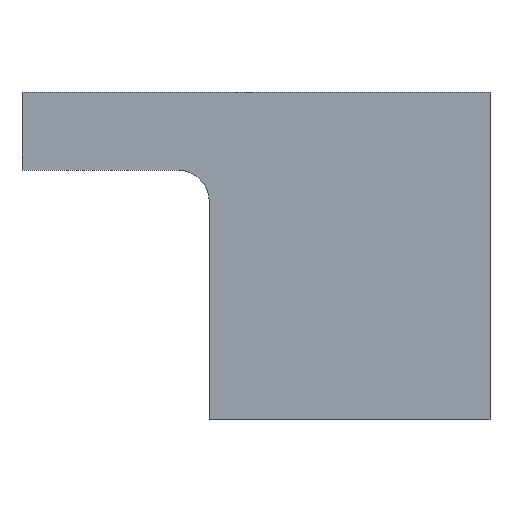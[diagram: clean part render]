
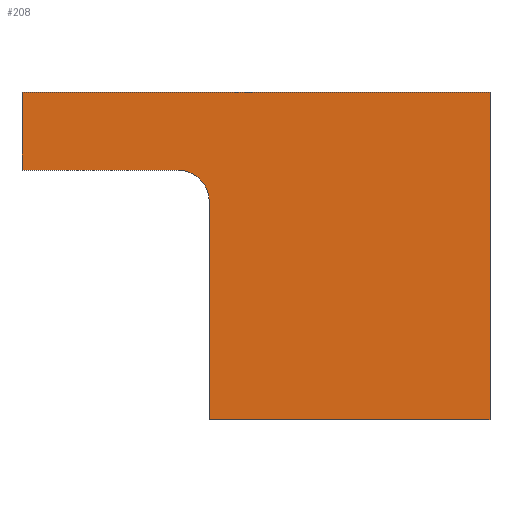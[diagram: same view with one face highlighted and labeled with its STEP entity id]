
A CAD part, left-side view. The second image highlights one B-rep face of the part: STEP entity #208.
In plain terms, the highlighted planar face has unit normal (-1, 0, 0).
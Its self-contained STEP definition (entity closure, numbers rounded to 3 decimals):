
#21=CIRCLE('',#223,2.);
#39=FACE_OUTER_BOUND('',#54,.T.);
#54=EDGE_LOOP('',(#170,#171,#172,#173,#174,#175,#176));
#60=LINE('',#302,#79);
#64=LINE('',#311,#83);
#70=LINE('',#325,#89);
#74=LINE('',#346,#93);
#75=LINE('',#348,#94);
#76=LINE('',#349,#95);
#79=VECTOR('',#243,10.);
#83=VECTOR('',#249,10.);
#89=VECTOR('',#263,10.);
#93=VECTOR('',#287,10.);
#94=VECTOR('',#288,10.);
#95=VECTOR('',#289,10.);
#98=VERTEX_POINT('',#300);
#99=VERTEX_POINT('',#301);
#102=VERTEX_POINT('',#309);
#103=VERTEX_POINT('',#310);
#107=VERTEX_POINT('',#323);
#114=VERTEX_POINT('',#345);
#115=VERTEX_POINT('',#347);
#116=EDGE_CURVE('',#98,#99,#60,.T.);
#120=EDGE_CURVE('',#102,#103,#64,.T.);
#124=EDGE_CURVE('',#103,#98,#21,.T.);
#128=EDGE_CURVE('',#107,#99,#70,.T.);
#136=EDGE_CURVE('',#107,#114,#74,.T.);
#137=EDGE_CURVE('',#114,#115,#75,.T.);
#138=EDGE_CURVE('',#102,#115,#76,.T.);
#170=ORIENTED_EDGE('',*,*,#116,.T.);
#171=ORIENTED_EDGE('',*,*,#128,.F.);
#172=ORIENTED_EDGE('',*,*,#136,.T.);
#173=ORIENTED_EDGE('',*,*,#137,.T.);
#174=ORIENTED_EDGE('',*,*,#138,.F.);
#175=ORIENTED_EDGE('',*,*,#120,.T.);
#176=ORIENTED_EDGE('',*,*,#124,.T.);
#195=PLANE('',#235);
#208=ADVANCED_FACE('',(#39),#195,.T.);
#223=AXIS2_PLACEMENT_3D('',#318,#255,#256);
#235=AXIS2_PLACEMENT_3D('',#344,#285,#286);
#243=DIRECTION('',(0.,0.,-1.));
#249=DIRECTION('',(0.,-1.,0.));
#255=DIRECTION('center_axis',(1.,0.,0.));
#256=DIRECTION('ref_axis',(0.,0.,1.));
#263=DIRECTION('',(0.,1.,0.));
#285=DIRECTION('center_axis',(-1.,0.,0.));
#286=DIRECTION('ref_axis',(0.,0.,1.));
#287=DIRECTION('',(0.,0.,1.));
#288=DIRECTION('',(0.,1.,0.));
#289=DIRECTION('',(0.,0.,1.));
#300=CARTESIAN_POINT('',(-2.5,18.,3.5));
#301=CARTESIAN_POINT('',(-2.5,18.,-10.5));
#302=CARTESIAN_POINT('',(-2.5,18.,-10.5));
#309=CARTESIAN_POINT('',(-2.5,30.,5.5));
#310=CARTESIAN_POINT('',(-2.5,20.,5.5));
#311=CARTESIAN_POINT('',(-2.5,10.,5.5));
#318=CARTESIAN_POINT('Origin',(-2.5,20.,3.5));
#323=CARTESIAN_POINT('',(-2.5,0.,-10.5));
#325=CARTESIAN_POINT('',(-2.5,0.,-10.5));
#344=CARTESIAN_POINT('Origin',(-2.5,0.,-10.5));
#345=CARTESIAN_POINT('',(-2.5,0.,10.5));
#346=CARTESIAN_POINT('',(-2.5,0.,-10.5));
#347=CARTESIAN_POINT('',(-2.5,30.,10.5));
#348=CARTESIAN_POINT('',(-2.5,0.,10.5));
#349=CARTESIAN_POINT('',(-2.5,30.,-10.5));
